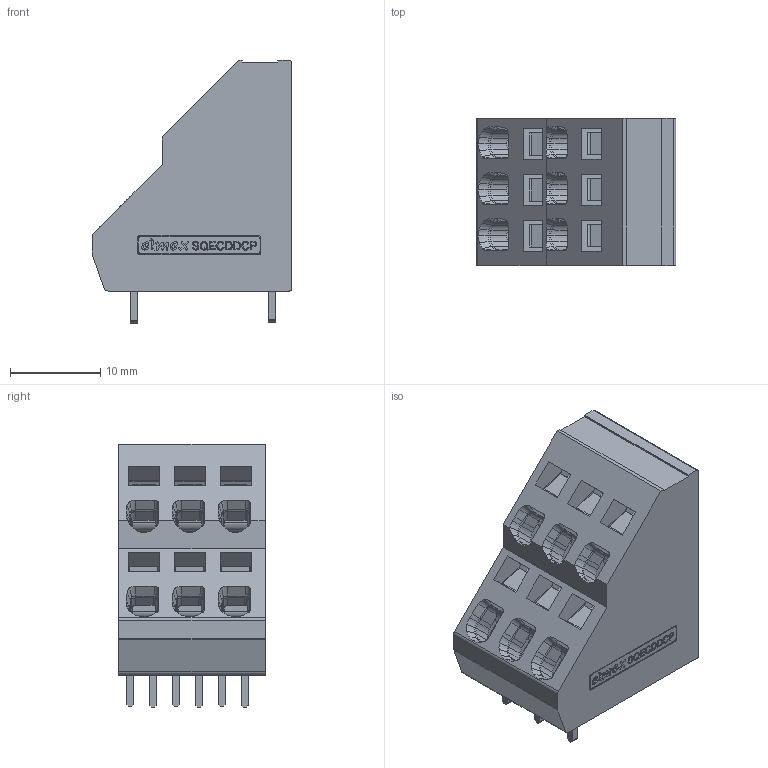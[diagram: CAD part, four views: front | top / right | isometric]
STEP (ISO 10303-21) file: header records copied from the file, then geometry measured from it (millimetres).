
FILE_DESCRIPTION(/* description */ ('Unknown'),/* implementation_level */ '2;1');
FILE_NAME(/* name */ 'SQECDD-3W',/* time_stamp */ '2024-06-27T11:13:14+06:00',/* author */ ('Unknown'),/* organization */ ('Unknown'),/* preprocessor_version */ 'ST-DEVELOPER v16.7',/* originating_system */ 'Solid Edge',/* authorisation */ 'Unknown');
FILE_SCHEMA (('AUTOMOTIVE_DESIGN {1 0 10303 214 3 1 1}'));
Products named in the file (1): Part1
Bounding box: 22.07 x 16.24 x 29.1 mm (x, y, z)
Volume: 3866.8 mm3; surface area: 8275.8 mm2
Topology: 1 solids, 50 shells, 2535 faces, 7045 edges, 4557 vertices
Faces by surface type: plane 1341, cylinder 735, bspline 251, torus 120, cone 88
Full cylindrical faces by diameter (mm): 1.2 x24, 1.5 x18
Entity records: 103488 total; most frequent: CARTESIAN_POINT 21380, ORIENTED_EDGE 13834, DIRECTION 12837, EDGE_CURVE 6917, VERTEX_POINT 4531, LINE 4497, VECTOR 4497, AXIS2_PLACEMENT_3D 4170
